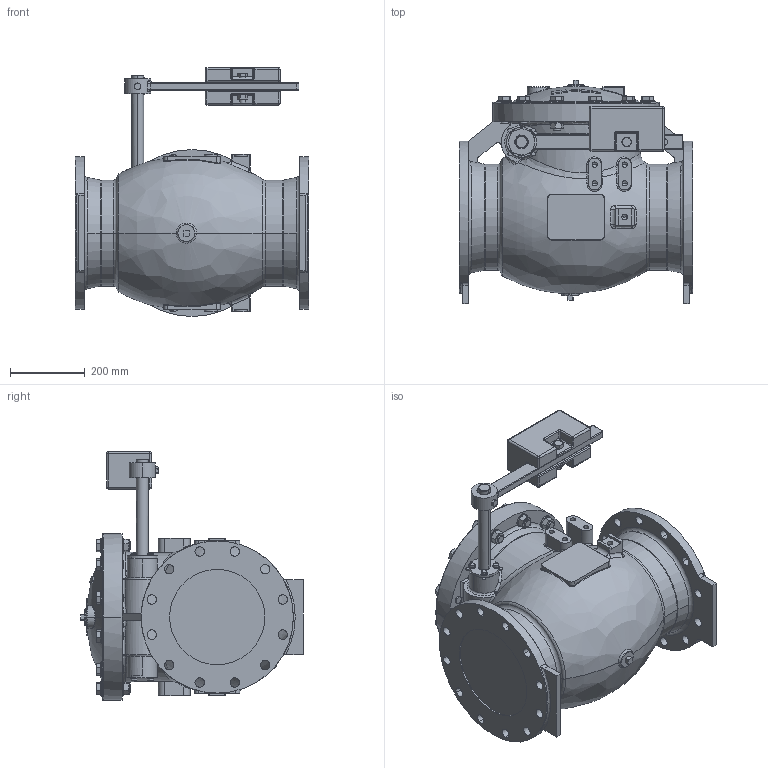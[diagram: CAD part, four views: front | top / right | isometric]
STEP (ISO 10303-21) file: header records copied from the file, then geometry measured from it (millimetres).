
FILE_DESCRIPTION((''),'2;1');
FILE_NAME('7810LW_SW0001','2023-11-02T09:59:09',('jlesh'),(''),'CREO PARAMETRIC BY PTC INC, 2023072','CREO PARAMETRIC BY PTC INC, 2023072','');
FILE_SCHEMA(('AUTOMOTIVE_DESIGN { 1 0 10303 214 1 1 1 1 }'));
Products named in the file (1): 7810LW_SW0001
Bounding box: 622 x 594.68 x 664 mm (x, y, z)
Volume: 83743324.7 mm3; surface area: 1908728.4 mm2
Topology: 3 solids, 4 shells, 1422 faces, 3380 edges, 2041 vertices
Faces by surface type: plane 530, cylinder 390, cone 278, torus 102, bspline 99, sphere 23
Entity records: 60771 total; most frequent: CARTESIAN_POINT 25819, ORIENTED_EDGE 6716, DIRECTION 6630, EDGE_CURVE 3358, AXIS2_PLACEMENT_3D 2707, VERTEX_POINT 2041, EDGE_LOOP 1605, FACE_OUTER_BOUND 1422
